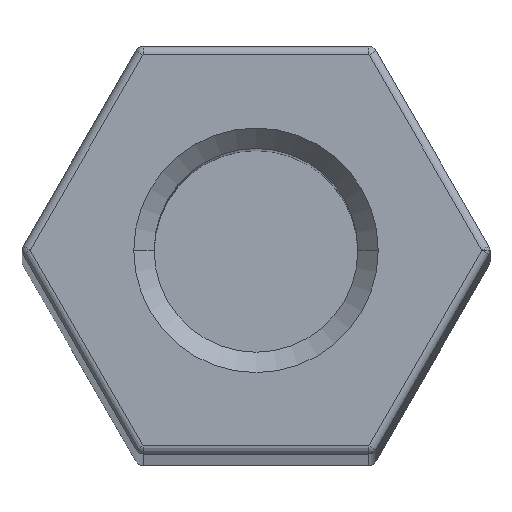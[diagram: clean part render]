
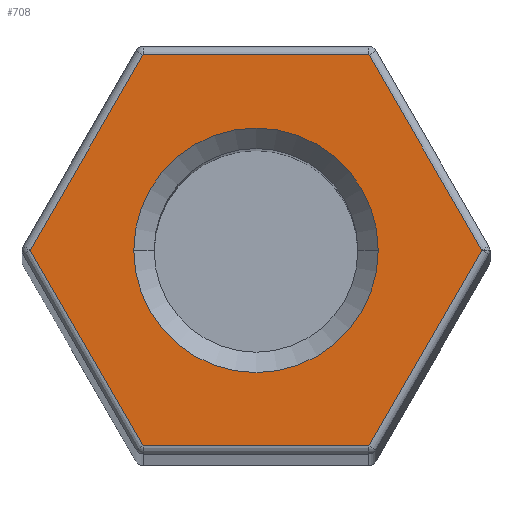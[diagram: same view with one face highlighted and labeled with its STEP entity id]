
A CAD part, top view. The second image highlights one B-rep face of the part: STEP entity #708.
In plain terms, the highlighted planar face has unit normal (0, 0, 1).
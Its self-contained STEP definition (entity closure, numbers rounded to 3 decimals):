
#6 = EDGE_CURVE ( 'NONE', #1121, #1050, #1344, .T. ) ;
#8 = EDGE_CURVE ( 'NONE', #1050, #812, #789, .T. ) ;
#14 = EDGE_CURVE ( 'NONE', #812, #1164, #245, .T. ) ;
#15 = EDGE_CURVE ( 'NONE', #1164, #742, #1011, .T. ) ;
#19 = EDGE_CURVE ( 'NONE', #742, #406, #481, .T. ) ;
#23 = EDGE_CURVE ( 'NONE', #406, #1121, #1081, .T. ) ;
#26 = EDGE_CURVE ( 'NONE', #494, #210, #717, .T. ) ;
#33 = ORIENTED_EDGE ( 'NONE', *, *, #8, .T. ) ;
#99 = CARTESIAN_POINT ( 'NONE',  ( 0., 0., 80. ) ) ;
#128 = ORIENTED_EDGE ( 'NONE', *, *, #19, .T. ) ;
#131 = AXIS2_PLACEMENT_3D ( 'NONE', #805, #813, #852 ) ;
#210 = VERTEX_POINT ( 'NONE', #631 ) ;
#219 = VECTOR ( 'NONE', #226, 1000. ) ;
#220 = DIRECTION ( 'NONE',  ( 1., 0., 0. ) ) ;
#226 = DIRECTION ( 'NONE',  ( 1., 0., 0. ) ) ;
#233 = CARTESIAN_POINT ( 'NONE',  ( -1.443, 2.4, 80. ) ) ;
#245 = LINE ( 'NONE', #1118, #758 ) ;
#281 = FACE_OUTER_BOUND ( 'NONE', #1075, .T. ) ;
#293 = CIRCLE ( 'NONE', #388, 1.5 ) ;
#330 = CARTESIAN_POINT ( 'NONE',  ( -1.5, 0., 80. ) ) ;
#362 = CARTESIAN_POINT ( 'NONE',  ( -1.386, 2.4, 80. ) ) ;
#388 = AXIS2_PLACEMENT_3D ( 'NONE', #99, #827, #220 ) ;
#405 = CARTESIAN_POINT ( 'NONE',  ( 1.443, -2.4, 80. ) ) ;
#406 = VERTEX_POINT ( 'NONE', #1102 ) ;
#446 = ORIENTED_EDGE ( 'NONE', *, *, #6, .T. ) ;
#454 = VECTOR ( 'NONE', #1018, 1000. ) ;
#481 = LINE ( 'NONE', #617, #984 ) ;
#494 = VERTEX_POINT ( 'NONE', #330 ) ;
#512 = VECTOR ( 'NONE', #930, 1000. ) ;
#518 = DIRECTION ( 'NONE',  ( 0.5, 0.866, 0. ) ) ;
#584 = PLANE ( 'NONE',  #131 ) ;
#617 = CARTESIAN_POINT ( 'NONE',  ( 2.8, 0.05, 80. ) ) ;
#622 = DIRECTION ( 'NONE',  ( 1., 0., 0. ) ) ;
#631 = CARTESIAN_POINT ( 'NONE',  ( 1.5, 0., 80. ) ) ;
#708 = ADVANCED_FACE ( 'NONE', ( #281, #1360 ), #584, .T. ) ;
#717 = CIRCLE ( 'NONE', #1191, 1.5 ) ;
#720 = DIRECTION ( 'NONE',  ( 0., 0., -1. ) ) ;
#723 = ORIENTED_EDGE ( 'NONE', *, *, #1276, .T. ) ;
#726 = CARTESIAN_POINT ( 'NONE',  ( 0., 0., 80. ) ) ;
#730 = ORIENTED_EDGE ( 'NONE', *, *, #26, .T. ) ;
#742 = VERTEX_POINT ( 'NONE', #925 ) ;
#758 = VECTOR ( 'NONE', #849, 1000. ) ;
#789 = LINE ( 'NONE', #938, #512 ) ;
#805 = CARTESIAN_POINT ( 'NONE',  ( 2.887, 0., 80. ) ) ;
#812 = VERTEX_POINT ( 'NONE', #959 ) ;
#813 = DIRECTION ( 'NONE',  ( 0., 0., 1. ) ) ;
#827 = DIRECTION ( 'NONE',  ( 0., 0., -1. ) ) ;
#849 = DIRECTION ( 'NONE',  ( 0.5, -0.866, 0. ) ) ;
#852 = DIRECTION ( 'NONE',  ( 1., 0., 0. ) ) ;
#925 = CARTESIAN_POINT ( 'NONE',  ( 1.386, -2.4, 80. ) ) ;
#930 = DIRECTION ( 'NONE',  ( -0.5, -0.866, 0. ) ) ;
#938 = CARTESIAN_POINT ( 'NONE',  ( -2.8, -0.05, 80. ) ) ;
#956 = ORIENTED_EDGE ( 'NONE', *, *, #14, .T. ) ;
#959 = CARTESIAN_POINT ( 'NONE',  ( -2.771, 0., 80. ) ) ;
#976 = ORIENTED_EDGE ( 'NONE', *, *, #15, .T. ) ;
#984 = VECTOR ( 'NONE', #518, 1000. ) ;
#1011 = LINE ( 'NONE', #405, #219 ) ;
#1018 = DIRECTION ( 'NONE',  ( -0.5, 0.866, 0. ) ) ;
#1027 = CARTESIAN_POINT ( 'NONE',  ( 1.357, 2.45, 80. ) ) ;
#1047 = VECTOR ( 'NONE', #1127, 1000. ) ;
#1050 = VERTEX_POINT ( 'NONE', #362 ) ;
#1075 = EDGE_LOOP ( 'NONE', ( #446, #33, #956, #976, #128, #1237 ) ) ;
#1081 = LINE ( 'NONE', #1027, #454 ) ;
#1090 = CARTESIAN_POINT ( 'NONE',  ( 1.386, 2.4, 80. ) ) ;
#1102 = CARTESIAN_POINT ( 'NONE',  ( 2.771, 0., 80. ) ) ;
#1118 = CARTESIAN_POINT ( 'NONE',  ( -1.357, -2.45, 80. ) ) ;
#1119 = EDGE_LOOP ( 'NONE', ( #723, #730 ) ) ;
#1121 = VERTEX_POINT ( 'NONE', #1090 ) ;
#1127 = DIRECTION ( 'NONE',  ( -1., 0., 0. ) ) ;
#1164 = VERTEX_POINT ( 'NONE', #1316 ) ;
#1191 = AXIS2_PLACEMENT_3D ( 'NONE', #726, #720, #622 ) ;
#1237 = ORIENTED_EDGE ( 'NONE', *, *, #23, .T. ) ;
#1276 = EDGE_CURVE ( 'NONE', #210, #494, #293, .T. ) ;
#1316 = CARTESIAN_POINT ( 'NONE',  ( -1.386, -2.4, 80. ) ) ;
#1344 = LINE ( 'NONE', #233, #1047 ) ;
#1360 = FACE_BOUND ( 'NONE', #1119, .T. ) ;
